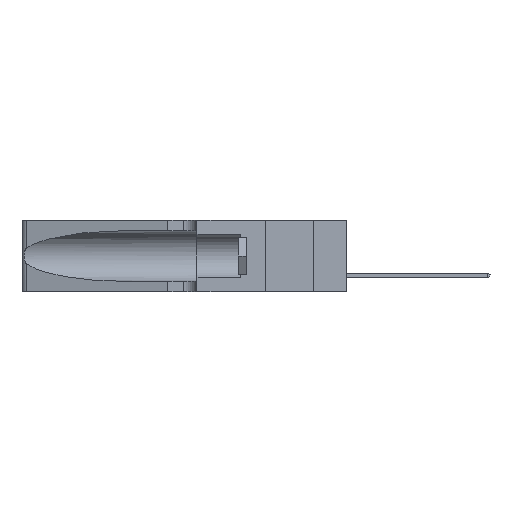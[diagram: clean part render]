
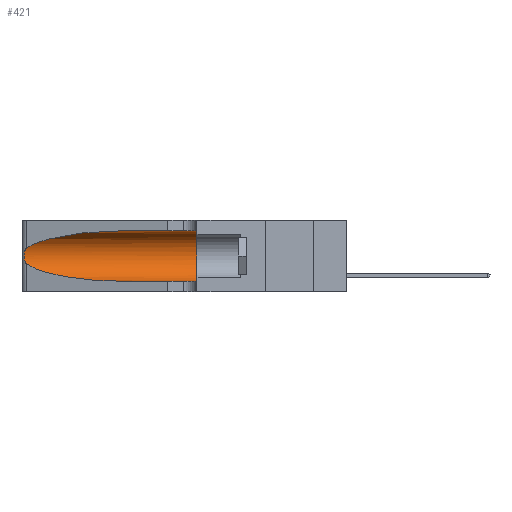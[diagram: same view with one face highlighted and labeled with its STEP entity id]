
A CAD part, left-side view. The second image highlights one B-rep face of the part: STEP entity #421.
In plain terms, the highlighted cylindrical face has radius 3.308 mm (diameter 6.617 mm), a partial arc.
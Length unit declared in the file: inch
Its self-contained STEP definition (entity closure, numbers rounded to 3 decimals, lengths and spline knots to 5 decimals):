
#417 = DIRECTION ( 'NONE',  ( 0., 1., 0. ) ) ;
#421 = ADVANCED_FACE ( 'NONE', ( #3944 ), #12844, .F. ) ;
#580 = VERTEX_POINT ( 'NONE', #21130 ) ;
#729 = CARTESIAN_POINT ( 'NONE',  ( 0.25487, 1.22718, 0.22369 ) ) ;
#1114 = CARTESIAN_POINT ( 'NONE',  ( 0.25555, 1.22994, 0.2215 ) ) ;
#2424 = CARTESIAN_POINT ( 'NONE',  ( 0.25487, 1.22718, 0.14631 ) ) ;
#2878 = DIRECTION ( 'NONE',  ( 0., 0., -1. ) ) ;
#2995 = CARTESIAN_POINT ( 'NONE',  ( 0.25787, 1.23484, 0.2124 ) ) ;
#3081 = CARTESIAN_POINT ( 'NONE',  ( 0.26018, 1.23835, 0.19895 ) ) ;
#3090 = CIRCLE ( 'NONE', #9531, 0.13025 ) ;
#3629 =( BOUNDED_CURVE ( )  B_SPLINE_CURVE ( 3, ( #4378, #6569, #8451, #17564 ),
 .UNSPECIFIED., .F., .F. ) 
 B_SPLINE_CURVE_WITH_KNOTS ( ( 4, 4 ),
 ( 1.5708, 2.84003 ),
 .UNSPECIFIED. ) 
 CURVE ( )  GEOMETRIC_REPRESENTATION_ITEM ( )  RATIONAL_B_SPLINE_CURVE ( ( 1., 0.87, 0.87, 1. ) ) 
 REPRESENTATION_ITEM ( '' )  );
#3695 = EDGE_CURVE ( 'NONE', #16858, #13779, #3629, .T. ) ;
#3944 = FACE_OUTER_BOUND ( 'NONE', #20131, .T. ) ;
#4378 = CARTESIAN_POINT ( 'NONE',  ( 0.1305, 0.72297, 0.31525 ) ) ;
#4403 = CARTESIAN_POINT ( 'NONE',  ( 0.1305, 0.72297, 0.31525 ) ) ;
#4927 = CARTESIAN_POINT ( 'NONE',  ( 0.26075, 1.23896, 0.19203 ) ) ;
#5616 = B_SPLINE_CURVE_WITH_KNOTS ( 'NONE', 3,
 ( #19929, #1114, #14355, #2995, #10835, #3081, #4927, #8749, #22089, #12537, #6948, #7024, #10750, #14442 ),
 .UNSPECIFIED., .F., .F.,
 ( 4, 2, 2, 2, 2, 2, 4 ),
 ( 0., 0.00027, 0.00053, 0.00107, 0.0016, 0.00187, 0.00214 ),
 .UNSPECIFIED. ) ;
#6277 = CARTESIAN_POINT ( 'NONE',  ( 0.2373, 1.15595, 0.08982 ) ) ;
#6569 = CARTESIAN_POINT ( 'NONE',  ( 0.18966, 0.96281, 0.31525 ) ) ;
#6948 = CARTESIAN_POINT ( 'NONE',  ( 0.25789, 1.23486, 0.15765 ) ) ;
#7024 = CARTESIAN_POINT ( 'NONE',  ( 0.25639, 1.23186, 0.15144 ) ) ;
#7124 = CARTESIAN_POINT ( 'NONE',  ( 0.1305, 0.72297, 0.05475 ) ) ;
#7387 = ORIENTED_EDGE ( 'NONE', *, *, #12288, .F. ) ;
#7864 = VERTEX_POINT ( 'NONE', #10113 ) ;
#8010 = CARTESIAN_POINT ( 'NONE',  ( 0.25487, 1.22718, 0.14631 ) ) ;
#8393 = DIRECTION ( 'NONE',  ( 0., -1., 0. ) ) ;
#8451 = CARTESIAN_POINT ( 'NONE',  ( 0.2373, 1.15595, 0.28018 ) ) ;
#8749 = CARTESIAN_POINT ( 'NONE',  ( 0.26075, 1.23896, 0.178 ) ) ;
#8800 = CARTESIAN_POINT ( 'NONE',  ( 0.1305, 1.61858, 0.185 ) ) ;
#9531 = AXIS2_PLACEMENT_3D ( 'NONE', #23131, #417, #11845 ) ;
#9556 = LINE ( 'NONE', #18582, #13678 ) ;
#10041 = CARTESIAN_POINT ( 'NONE',  ( 0.1305, 0.72297, 0.05475 ) ) ;
#10063 = ORIENTED_EDGE ( 'NONE', *, *, #20476, .T. ) ;
#10113 = CARTESIAN_POINT ( 'NONE',  ( 0.1305, 0.35, 0.31525 ) ) ;
#10600 = CARTESIAN_POINT ( 'NONE',  ( 0.18966, 0.96281, 0.05475 ) ) ;
#10750 = CARTESIAN_POINT ( 'NONE',  ( 0.25555, 1.22993, 0.14849 ) ) ;
#10835 = CARTESIAN_POINT ( 'NONE',  ( 0.25854, 1.2359, 0.20912 ) ) ;
#11412 = VERTEX_POINT ( 'NONE', #10041 ) ;
#11845 = DIRECTION ( 'NONE',  ( 0., 0., 1. ) ) ;
#12288 = EDGE_CURVE ( 'NONE', #16858, #7864, #16454, .T. ) ;
#12537 = CARTESIAN_POINT ( 'NONE',  ( 0.25856, 1.23593, 0.16098 ) ) ;
#12843 = DIRECTION ( 'NONE',  ( 0., -1., 0. ) ) ;
#12844 = CYLINDRICAL_SURFACE ( 'NONE', #23964, 0.13025 ) ;
#13678 = VECTOR ( 'NONE', #12843, 39.37008 ) ;
#13779 = VERTEX_POINT ( 'NONE', #729 ) ;
#13935 = ORIENTED_EDGE ( 'NONE', *, *, #17437, .F. ) ;
#14328 = ORIENTED_EDGE ( 'NONE', *, *, #19168, .T. ) ;
#14355 = CARTESIAN_POINT ( 'NONE',  ( 0.25639, 1.23184, 0.21858 ) ) ;
#14442 = CARTESIAN_POINT ( 'NONE',  ( 0.25487, 1.22718, 0.14631 ) ) ;
#15975 = CARTESIAN_POINT ( 'NONE',  ( 0.1305, 1.61858, 0.31525 ) ) ;
#16116 = EDGE_CURVE ( 'NONE', #21870, #11412, #23144, .T. ) ;
#16454 = LINE ( 'NONE', #15975, #20875 ) ;
#16858 = VERTEX_POINT ( 'NONE', #4403 ) ;
#17437 = EDGE_CURVE ( 'NONE', #7864, #580, #3090, .T. ) ;
#17564 = CARTESIAN_POINT ( 'NONE',  ( 0.25487, 1.22718, 0.22369 ) ) ;
#18582 = CARTESIAN_POINT ( 'NONE',  ( 0.1305, 1.61858, 0.05475 ) ) ;
#18759 = ORIENTED_EDGE ( 'NONE', *, *, #16116, .T. ) ;
#19168 = EDGE_CURVE ( 'NONE', #11412, #580, #9556, .T. ) ;
#19929 = CARTESIAN_POINT ( 'NONE',  ( 0.25487, 1.22718, 0.22369 ) ) ;
#20131 = EDGE_LOOP ( 'NONE', ( #21022, #10063, #18759, #14328, #13935, #7387 ) ) ;
#20476 = EDGE_CURVE ( 'NONE', #13779, #21870, #5616, .T. ) ;
#20875 = VECTOR ( 'NONE', #8393, 39.37008 ) ;
#21022 = ORIENTED_EDGE ( 'NONE', *, *, #3695, .T. ) ;
#21130 = CARTESIAN_POINT ( 'NONE',  ( 0.1305, 0.35, 0.05475 ) ) ;
#21870 = VERTEX_POINT ( 'NONE', #8010 ) ;
#22089 = CARTESIAN_POINT ( 'NONE',  ( 0.26017, 1.23833, 0.17102 ) ) ;
#23131 = CARTESIAN_POINT ( 'NONE',  ( 0.1305, 0.35, 0.185 ) ) ;
#23144 =( BOUNDED_CURVE ( )  B_SPLINE_CURVE ( 3, ( #2424, #6277, #10600, #7124 ),
 .UNSPECIFIED., .F., .F. ) 
 B_SPLINE_CURVE_WITH_KNOTS ( ( 4, 4 ),
 ( 3.44316, 4.71239 ),
 .UNSPECIFIED. ) 
 CURVE ( )  GEOMETRIC_REPRESENTATION_ITEM ( )  RATIONAL_B_SPLINE_CURVE ( ( 1., 0.87, 0.87, 1. ) ) 
 REPRESENTATION_ITEM ( '' )  );
#23859 = DIRECTION ( 'NONE',  ( 0., -1., 0. ) ) ;
#23964 = AXIS2_PLACEMENT_3D ( 'NONE', #8800, #23859, #2878 ) ;
